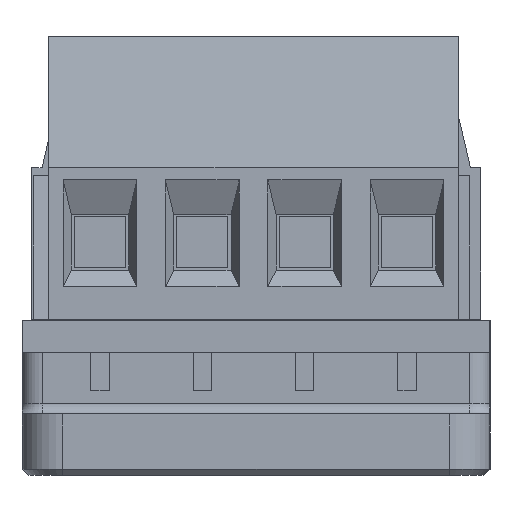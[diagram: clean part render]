
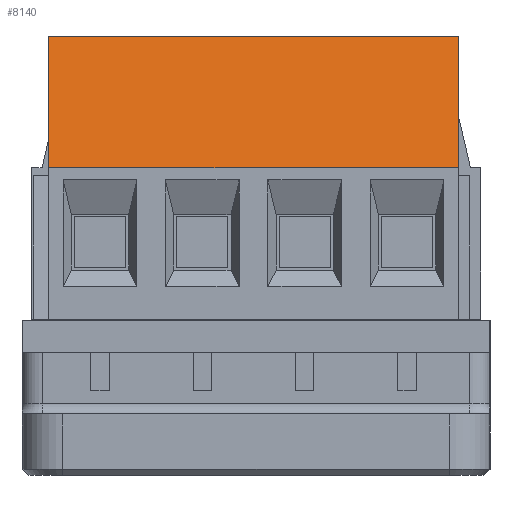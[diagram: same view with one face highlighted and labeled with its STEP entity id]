
A CAD part, left-side view. The second image highlights one B-rep face of the part: STEP entity #8140.
In plain terms, the highlighted face is planar.
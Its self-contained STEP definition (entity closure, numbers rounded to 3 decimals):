
#739=FACE_OUTER_BOUND('',#1206,.T.);
#1206=EDGE_LOOP('',(#5859,#5860,#5861,#5862));
#1890=LINE('',#12432,#2703);
#1901=LINE('',#12454,#2714);
#1902=LINE('',#12456,#2715);
#1903=LINE('',#12457,#2716);
#2703=VECTOR('',#10064,1.);
#2714=VECTOR('',#10077,1.);
#2715=VECTOR('',#10078,1.);
#2716=VECTOR('',#10079,1.);
#3445=VERTEX_POINT('',#12430);
#3446=VERTEX_POINT('',#12431);
#3456=VERTEX_POINT('',#12453);
#3457=VERTEX_POINT('',#12455);
#4307=EDGE_CURVE('',#3445,#3446,#1890,.T.);
#4318=EDGE_CURVE('',#3445,#3456,#1901,.T.);
#4319=EDGE_CURVE('',#3446,#3457,#1902,.T.);
#4320=EDGE_CURVE('',#3456,#3457,#1903,.T.);
#5859=ORIENTED_EDGE('',*,*,#4318,.F.);
#5860=ORIENTED_EDGE('',*,*,#4307,.T.);
#5861=ORIENTED_EDGE('',*,*,#4319,.T.);
#5862=ORIENTED_EDGE('',*,*,#4320,.F.);
#7464=PLANE('',#8716);
#8140=ADVANCED_FACE('',(#739),#7464,.F.);
#8716=AXIS2_PLACEMENT_3D('',#12452,#10075,#10076);
#10064=DIRECTION('',(0.,-0.228,-0.974));
#10075=DIRECTION('center_axis',(0.,0.974,-0.228));
#10076=DIRECTION('ref_axis',(0.,-0.228,-0.974));
#10077=DIRECTION('',(1.,0.,0.));
#10078=DIRECTION('',(1.,0.,0.));
#10079=DIRECTION('',(0.,-0.228,-0.974));
#12430=CARTESIAN_POINT('',(-2.5,-2.6,13.8));
#12431=CARTESIAN_POINT('',(-2.5,-4.1,7.4));
#12432=CARTESIAN_POINT('',(-2.5,-2.6,13.8));
#12452=CARTESIAN_POINT('Origin',(-2.5,-2.6,13.8));
#12453=CARTESIAN_POINT('',(17.5,-2.6,13.8));
#12454=CARTESIAN_POINT('',(-2.5,-2.6,13.8));
#12455=CARTESIAN_POINT('',(17.5,-4.1,7.4));
#12456=CARTESIAN_POINT('',(-2.5,-4.1,7.4));
#12457=CARTESIAN_POINT('',(17.5,-2.6,13.8));
